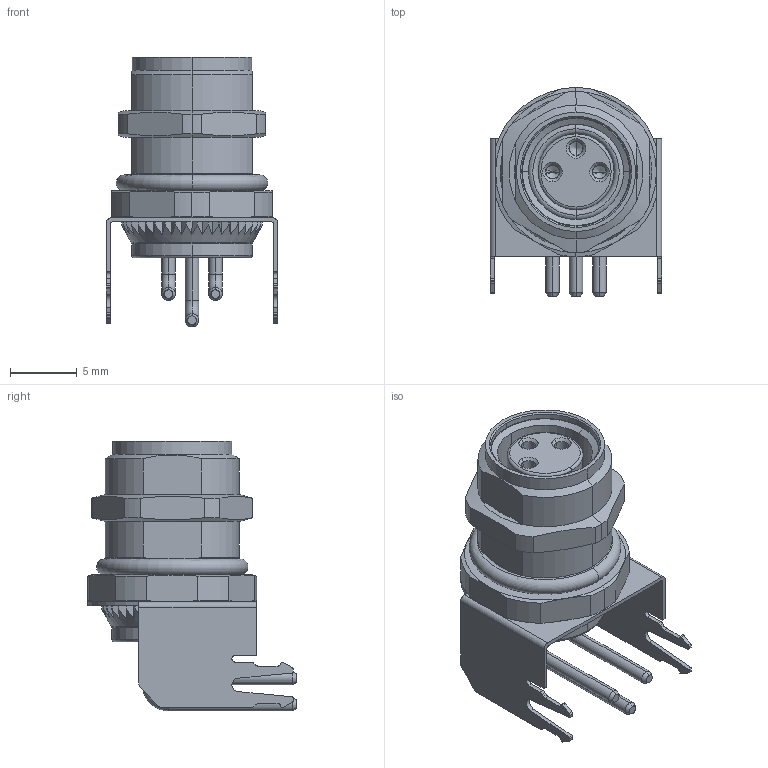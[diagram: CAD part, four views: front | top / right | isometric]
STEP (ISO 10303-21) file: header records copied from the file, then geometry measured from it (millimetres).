
FILE_DESCRIPTION(('SolidDesigner STEP Export'),'2;1');
FILE_NAME('1456145.stp','2011-05-06T13:54:52',(''),(''),'CoCreate Modeling STEP processor for AP214 (Solid Model)','CoCreate Modeling 16.00A 16-Aug-2008 (C) Parametric Technology GmbH','');
FILE_SCHEMA(('AUTOMOTIVE_DESIGN { 1 0 10303 214 1 1 1 1 }'));
Length unit declared in the file: millimetre
Products named in the file (2): 1456145
Assembly tree (1 placements, depth 2):
  1456145
    1456145
Bounding box: 12.8 x 15.55 x 20.15 mm (x, y, z)
Volume: 1228.6 mm3; surface area: 1563.6 mm2
Topology: 1 solids, 1 shells, 388 faces, 1065 edges, 680 vertices
Faces by surface type: plane 165, cylinder 134, cone 67, torus 22
Entity records: 15230 total; most frequent: CARTESIAN_POINT 2804, ORIENTED_EDGE 2118, DIRECTION 1758, EDGE_CURVE 1059, VERTEX_POINT 680, AXIS2_PLACEMENT_3D 627, VECTOR 504, LINE 504
